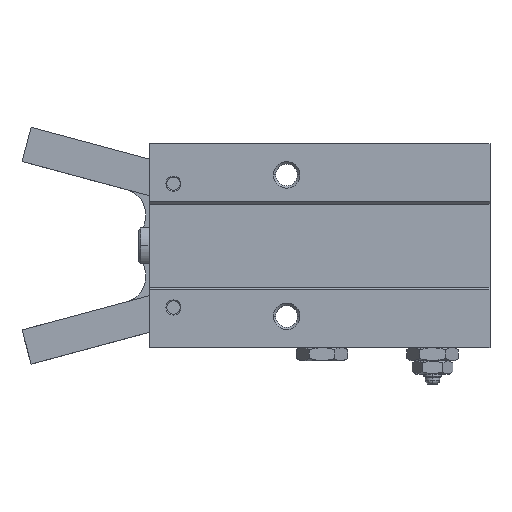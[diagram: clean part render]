
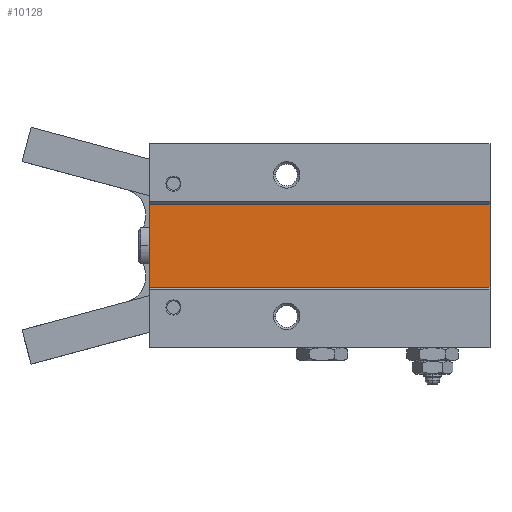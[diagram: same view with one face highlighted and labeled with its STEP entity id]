
A CAD part, top view. The second image highlights one B-rep face of the part: STEP entity #10128.
In plain terms, the highlighted planar face has unit normal (0, 0, 1).
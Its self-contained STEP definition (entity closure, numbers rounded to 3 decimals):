
#42 = FACE_OUTER_BOUND ( 'NONE', #6236, .T. ) ;
#506 = EDGE_CURVE ( 'NONE', #4415, #8589, #1194, .T. ) ;
#597 = DIRECTION ( 'NONE',  ( 0., -1., 0. ) ) ;
#861 = VECTOR ( 'NONE', #8822, 1000. ) ;
#1114 = CARTESIAN_POINT ( 'NONE',  ( -38.5, 4.7, 7.95 ) ) ;
#1194 = LINE ( 'NONE', #7879, #861 ) ;
#1262 = EDGE_CURVE ( 'NONE', #4415, #5097, #6770, .T. ) ;
#1832 = DIRECTION ( 'NONE',  ( 0., -1., 0. ) ) ;
#3301 = ORIENTED_EDGE ( 'NONE', *, *, #10196, .T. ) ;
#3505 = CARTESIAN_POINT ( 'NONE',  ( 0., 4.7, 7.95 ) ) ;
#4242 = EDGE_CURVE ( 'NONE', #8589, #10189, #12097, .T. ) ;
#4415 = VERTEX_POINT ( 'NONE', #1114 ) ;
#4556 = CARTESIAN_POINT ( 'NONE',  ( -38.5, 4.7, 7.95 ) ) ;
#5097 = VERTEX_POINT ( 'NONE', #11208 ) ;
#5404 = VECTOR ( 'NONE', #597, 1000. ) ;
#5586 = DIRECTION ( 'NONE',  ( 1., 0., 0. ) ) ;
#5853 = ORIENTED_EDGE ( 'NONE', *, *, #1262, .T. ) ;
#6162 = ORIENTED_EDGE ( 'NONE', *, *, #506, .F. ) ;
#6236 = EDGE_LOOP ( 'NONE', ( #12760, #6162, #5853, #3301 ) ) ;
#6242 = VECTOR ( 'NONE', #6739, 1000. ) ;
#6541 = PLANE ( 'NONE',  #7789 ) ;
#6739 = DIRECTION ( 'NONE',  ( 1., 0., 0. ) ) ;
#6770 = LINE ( 'NONE', #7505, #5404 ) ;
#7505 = CARTESIAN_POINT ( 'NONE',  ( -38.5, 4.7, 7.95 ) ) ;
#7789 = AXIS2_PLACEMENT_3D ( 'NONE', #4556, #11508, #5586 ) ;
#7879 = CARTESIAN_POINT ( 'NONE',  ( -38.5, 4.7, 7.95 ) ) ;
#8589 = VERTEX_POINT ( 'NONE', #3505 ) ;
#8752 = CARTESIAN_POINT ( 'NONE',  ( 0., 4.7, 7.95 ) ) ;
#8822 = DIRECTION ( 'NONE',  ( 1., 0., 0. ) ) ;
#10128 = ADVANCED_FACE ( 'NONE', ( #42 ), #6541, .T. ) ;
#10189 = VERTEX_POINT ( 'NONE', #11601 ) ;
#10196 = EDGE_CURVE ( 'NONE', #5097, #10189, #11480, .T. ) ;
#11208 = CARTESIAN_POINT ( 'NONE',  ( -38.5, -4.7, 7.95 ) ) ;
#11480 = LINE ( 'NONE', #12663, #6242 ) ;
#11508 = DIRECTION ( 'NONE',  ( 0., 0., 1. ) ) ;
#11601 = CARTESIAN_POINT ( 'NONE',  ( 0., -4.7, 7.95 ) ) ;
#11784 = VECTOR ( 'NONE', #1832, 1000. ) ;
#12097 = LINE ( 'NONE', #8752, #11784 ) ;
#12663 = CARTESIAN_POINT ( 'NONE',  ( -38.5, -4.7, 7.95 ) ) ;
#12760 = ORIENTED_EDGE ( 'NONE', *, *, #4242, .F. ) ;
